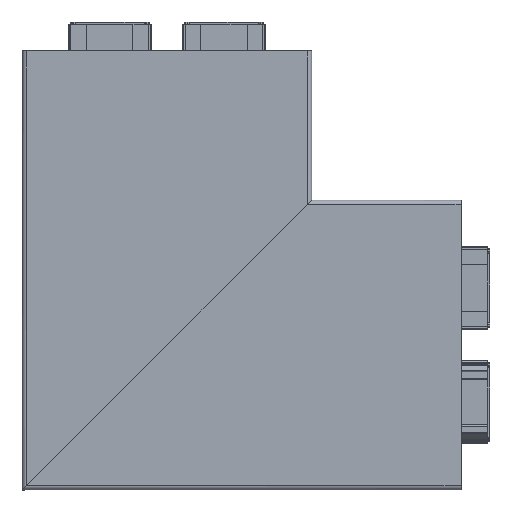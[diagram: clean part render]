
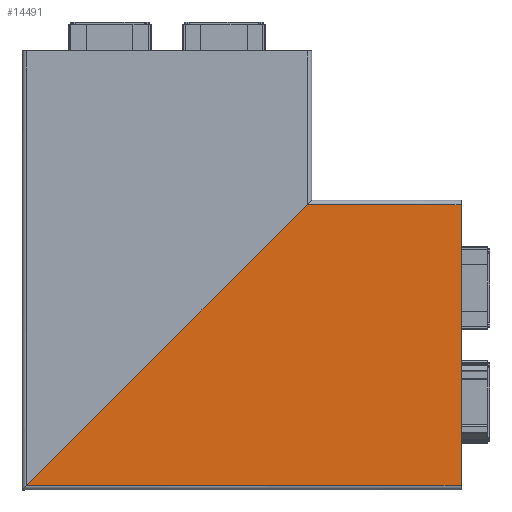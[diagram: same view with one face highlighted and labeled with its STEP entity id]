
A CAD part, front view. The second image highlights one B-rep face of the part: STEP entity #14491.
In plain terms, the highlighted planar face has unit normal (0, -1, 0).
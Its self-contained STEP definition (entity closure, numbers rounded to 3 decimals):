
#346 = CARTESIAN_POINT ( 'NONE',  ( 80., -53., 1000. ) ) ;
#1399 = LINE ( 'NONE', #17712, #12612 ) ;
#2753 = CARTESIAN_POINT ( 'NONE',  ( -82.5, -53., -85. ) ) ;
#3039 = DIRECTION ( 'NONE',  ( -1., 0., 0. ) ) ;
#3573 = LINE ( 'NONE', #7582, #10920 ) ;
#3694 = VECTOR ( 'NONE', #10505, 1000. ) ;
#3757 = EDGE_CURVE ( 'NONE', #8393, #9037, #1399, .T. ) ;
#3835 = CARTESIAN_POINT ( 'NONE',  ( 80., -53., 0. ) ) ;
#3981 = CARTESIAN_POINT ( 'NONE',  ( 80., -53., -247.5 ) ) ;
#4855 = ORIENTED_EDGE ( 'NONE', *, *, #3757, .T. ) ;
#5041 = EDGE_LOOP ( 'NONE', ( #16678, #9201, #11854, #4855 ) ) ;
#5183 = FACE_OUTER_BOUND ( 'NONE', #5041, .T. ) ;
#6481 = DIRECTION ( 'NONE',  ( 0., 0., 1. ) ) ;
#6752 = EDGE_CURVE ( 'NONE', #11967, #8393, #7155, .T. ) ;
#7035 = AXIS2_PLACEMENT_3D ( 'NONE', #13795, #7896, #6481 ) ;
#7155 = LINE ( 'NONE', #346, #3694 ) ;
#7582 = CARTESIAN_POINT ( 'NONE',  ( -80., -53., 1000. ) ) ;
#7896 = DIRECTION ( 'NONE',  ( 0., 1., 0. ) ) ;
#8393 = VERTEX_POINT ( 'NONE', #3835 ) ;
#9037 = VERTEX_POINT ( 'NONE', #17270 ) ;
#9058 = DIRECTION ( 'NONE',  ( 0., 0., -1. ) ) ;
#9201 = ORIENTED_EDGE ( 'NONE', *, *, #10918, .T. ) ;
#10505 = DIRECTION ( 'NONE',  ( 0., 0., 1. ) ) ;
#10918 = EDGE_CURVE ( 'NONE', #13999, #11967, #12231, .T. ) ;
#10920 = VECTOR ( 'NONE', #9058, 1000. ) ;
#11587 = DIRECTION ( 'NONE',  ( 0.707, 0., -0.707 ) ) ;
#11781 = VECTOR ( 'NONE', #11587, 1000. ) ;
#11854 = ORIENTED_EDGE ( 'NONE', *, *, #6752, .T. ) ;
#11967 = VERTEX_POINT ( 'NONE', #3981 ) ;
#12231 = LINE ( 'NONE', #2753, #11781 ) ;
#12612 = VECTOR ( 'NONE', #3039, 1000. ) ;
#13795 = CARTESIAN_POINT ( 'NONE',  ( 0., -53., 1000. ) ) ;
#13999 = VERTEX_POINT ( 'NONE', #14074 ) ;
#14074 = CARTESIAN_POINT ( 'NONE',  ( -80., -53., -87.5 ) ) ;
#14338 = EDGE_CURVE ( 'NONE', #9037, #13999, #3573, .T. ) ;
#14491 = ADVANCED_FACE ( 'NONE', ( #5183 ), #15283, .F. ) ;
#15283 = PLANE ( 'NONE',  #7035 ) ;
#16678 = ORIENTED_EDGE ( 'NONE', *, *, #14338, .T. ) ;
#17270 = CARTESIAN_POINT ( 'NONE',  ( -80., -53., 0. ) ) ;
#17712 = CARTESIAN_POINT ( 'NONE',  ( -82.5, -53., 0. ) ) ;
